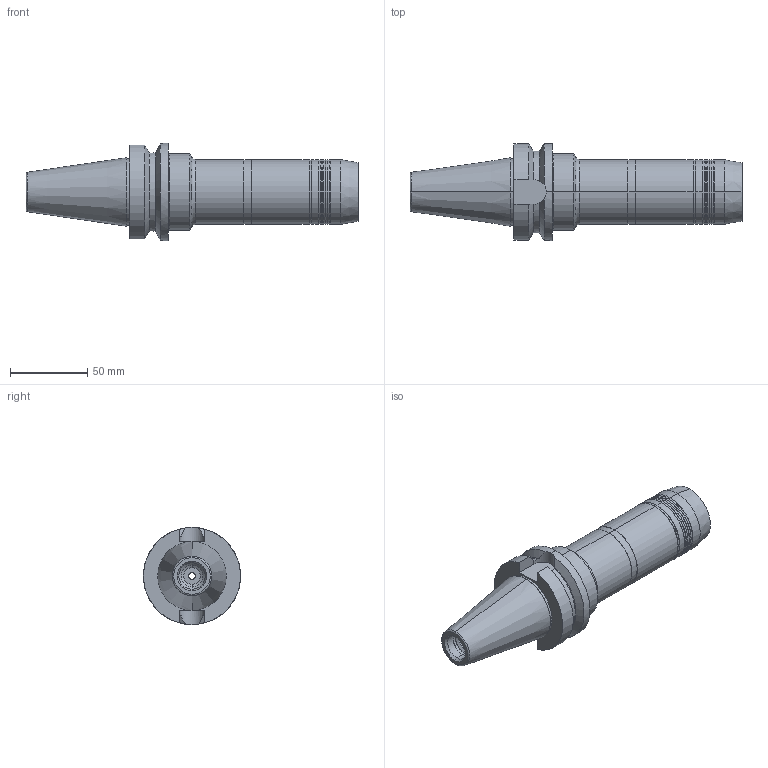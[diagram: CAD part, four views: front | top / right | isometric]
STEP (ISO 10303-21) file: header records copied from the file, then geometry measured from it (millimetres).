
FILE_DESCRIPTION (( 'STEP AP214' ), '1' );
FILE_NAME ('14.12.2018_39.05.043.035.STEP', '2018-12-14T14:46:43', ( '' ), ( '' ), 'SwSTEP 2.0', 'SolidWorks 2014', '' );
FILE_SCHEMA (( 'AUTOMOTIVE_DESIGN' ));
Length unit declared in the file: millimetre
Products named in the file (1): 14.12.2018_39.05.043.035
Bounding box: 215.4 x 63 x 63 mm (x, y, z)
Volume: 273529.8 mm3; surface area: 51703 mm2
Topology: 3 solids, 4 shells, 242 faces, 553 edges, 328 vertices
Faces by surface type: plane 81, cylinder 78, cone 63, torus 20
Entity records: 9753 total; most frequent: CARTESIAN_POINT 1573, DIRECTION 1199, ORIENTED_EDGE 1098, EDGE_CURVE 549, AXIS2_PLACEMENT_3D 476, VERTEX_POINT 328, EDGE_LOOP 261, VECTOR 247
